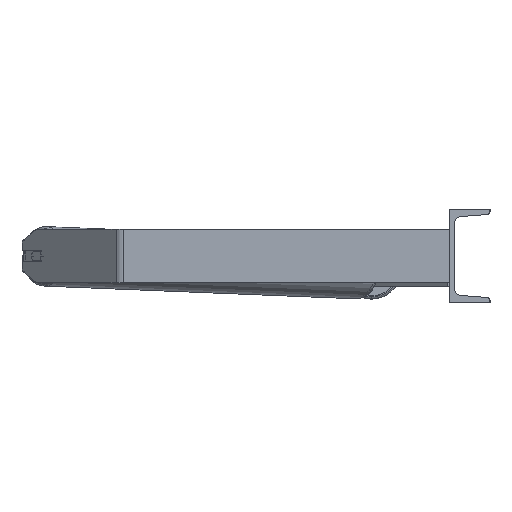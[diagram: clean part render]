
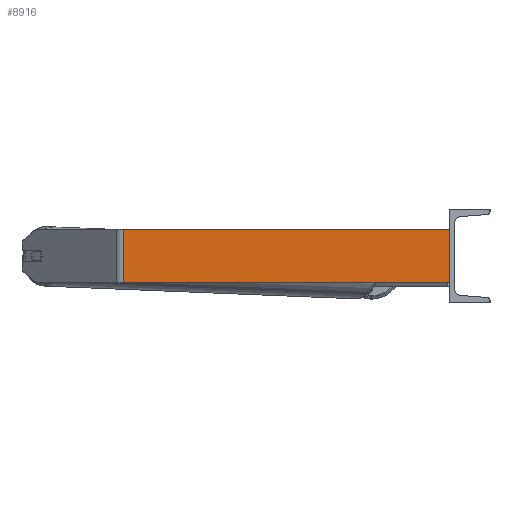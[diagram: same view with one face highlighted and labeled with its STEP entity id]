
A CAD part, left-side view. The second image highlights one B-rep face of the part: STEP entity #8916.
In plain terms, the highlighted planar face has unit normal (-1, 0, 0).
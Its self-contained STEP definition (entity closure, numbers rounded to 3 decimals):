
#2 = CARTESIAN_POINT ( 'NONE',  ( -985., 494.192, 40. ) ) ;
#7 = PLANE ( 'NONE',  #6814 ) ;
#164 = VECTOR ( 'NONE', #4731, 1000. ) ;
#244 = VERTEX_POINT ( 'NONE', #5367 ) ;
#530 = VECTOR ( 'NONE', #6481, 1000. ) ;
#729 = EDGE_CURVE ( 'NONE', #244, #2943, #5232, .T. ) ;
#816 = LINE ( 'NONE', #2918, #2096 ) ;
#987 = DIRECTION ( 'NONE',  ( 0., -1., 0. ) ) ;
#1288 = EDGE_CURVE ( 'NONE', #2943, #1364, #3714, .T. ) ;
#1364 = VERTEX_POINT ( 'NONE', #7052 ) ;
#1398 = CARTESIAN_POINT ( 'NONE',  ( -985., 487.565, -40. ) ) ;
#1497 = DIRECTION ( 'NONE',  ( 1., 0., 0. ) ) ;
#1534 = ORIENTED_EDGE ( 'NONE', *, *, #1288, .T. ) ;
#2096 = VECTOR ( 'NONE', #3831, 1000. ) ;
#2890 = CARTESIAN_POINT ( 'NONE',  ( -985., 0., 40. ) ) ;
#2918 = CARTESIAN_POINT ( 'NONE',  ( -985., 0., 40. ) ) ;
#2943 = VERTEX_POINT ( 'NONE', #1398 ) ;
#3179 = VERTEX_POINT ( 'NONE', #2890 ) ;
#3714 = LINE ( 'NONE', #7893, #8958 ) ;
#3831 = DIRECTION ( 'NONE',  ( 0., 0., -1. ) ) ;
#4046 = EDGE_LOOP ( 'NONE', ( #1534, #6852, #6611, #7291 ) ) ;
#4535 = CARTESIAN_POINT ( 'NONE',  ( -985., 487.565, 40. ) ) ;
#4731 = DIRECTION ( 'NONE',  ( 0., -1., 0. ) ) ;
#5232 = LINE ( 'NONE', #4535, #530 ) ;
#5367 = CARTESIAN_POINT ( 'NONE',  ( -985., 487.565, 40. ) ) ;
#5969 = LINE ( 'NONE', #8032, #164 ) ;
#6481 = DIRECTION ( 'NONE',  ( 0., 0., -1. ) ) ;
#6611 = ORIENTED_EDGE ( 'NONE', *, *, #7556, .F. ) ;
#6814 = AXIS2_PLACEMENT_3D ( 'NONE', #2, #1497, #8213 ) ;
#6852 = ORIENTED_EDGE ( 'NONE', *, *, #7383, .F. ) ;
#7052 = CARTESIAN_POINT ( 'NONE',  ( -985., 0., -40. ) ) ;
#7129 = FACE_OUTER_BOUND ( 'NONE', #4046, .T. ) ;
#7291 = ORIENTED_EDGE ( 'NONE', *, *, #729, .T. ) ;
#7383 = EDGE_CURVE ( 'NONE', #3179, #1364, #816, .T. ) ;
#7556 = EDGE_CURVE ( 'NONE', #244, #3179, #5969, .T. ) ;
#7893 = CARTESIAN_POINT ( 'NONE',  ( -985., 494.192, -40. ) ) ;
#8032 = CARTESIAN_POINT ( 'NONE',  ( -985., 494.192, 40. ) ) ;
#8213 = DIRECTION ( 'NONE',  ( 0., 1., 0. ) ) ;
#8916 = ADVANCED_FACE ( 'NONE', ( #7129 ), #7, .F. ) ;
#8958 = VECTOR ( 'NONE', #987, 1000. ) ;
